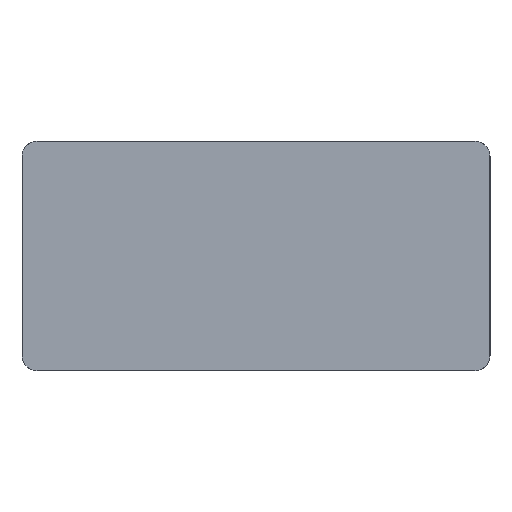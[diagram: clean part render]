
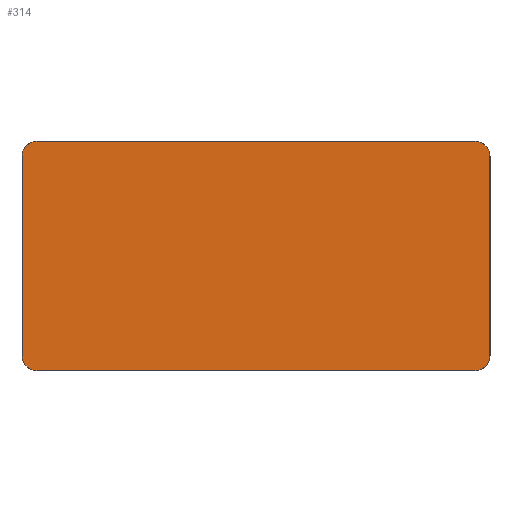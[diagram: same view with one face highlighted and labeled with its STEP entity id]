
A CAD part, top view. The second image highlights one B-rep face of the part: STEP entity #314.
In plain terms, the highlighted planar face has unit normal (0, 0, 1).
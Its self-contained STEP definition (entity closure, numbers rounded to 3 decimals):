
#13 = DIRECTION ( 'NONE',  ( 0., 0., 1. ) ) ;
#30 = ORIENTED_EDGE ( 'NONE', *, *, #169, .T. ) ;
#59 = EDGE_CURVE ( 'NONE', #1180, #241, #1451, .T. ) ;
#169 = EDGE_CURVE ( 'NONE', #585, #260, #1612, .T. ) ;
#214 = ORIENTED_EDGE ( 'NONE', *, *, #1708, .T. ) ;
#225 = DIRECTION ( 'NONE',  ( 0., 0., 1. ) ) ;
#241 = VERTEX_POINT ( 'NONE', #822 ) ;
#254 = PLANE ( 'NONE',  #491 ) ;
#257 = FACE_OUTER_BOUND ( 'NONE', #1843, .T. ) ;
#260 = VERTEX_POINT ( 'NONE', #955 ) ;
#287 = CARTESIAN_POINT ( 'NONE',  ( 45.875, 20.875, 12.5 ) ) ;
#311 = AXIS2_PLACEMENT_3D ( 'NONE', #287, #1279, #430 ) ;
#314 = ADVANCED_FACE ( 'NONE', ( #257 ), #254, .T. ) ;
#327 = CARTESIAN_POINT ( 'NONE',  ( 45.875, -24.05, 12.5 ) ) ;
#378 = CIRCLE ( 'NONE', #860, 3.175 ) ;
#395 = EDGE_CURVE ( 'NONE', #1322, #1641, #973, .T. ) ;
#399 = CARTESIAN_POINT ( 'NONE',  ( 45.875, 24.05, 12.5 ) ) ;
#427 = ORIENTED_EDGE ( 'NONE', *, *, #1477, .T. ) ;
#430 = DIRECTION ( 'NONE',  ( 1., 0., 0. ) ) ;
#464 = VECTOR ( 'NONE', #1804, 1000. ) ;
#491 = AXIS2_PLACEMENT_3D ( 'NONE', #1242, #1423, #571 ) ;
#502 = AXIS2_PLACEMENT_3D ( 'NONE', #868, #13, #1007 ) ;
#525 = CARTESIAN_POINT ( 'NONE',  ( -49.05, 20.875, 12.5 ) ) ;
#571 = DIRECTION ( 'NONE',  ( 1., 0., 0. ) ) ;
#585 = VERTEX_POINT ( 'NONE', #399 ) ;
#636 = DIRECTION ( 'NONE',  ( 0., 0., 1. ) ) ;
#669 = DIRECTION ( 'NONE',  ( 0., -1., 0. ) ) ;
#778 = EDGE_CURVE ( 'NONE', #241, #585, #1046, .T. ) ;
#780 = AXIS2_PLACEMENT_3D ( 'NONE', #1485, #636, #1625 ) ;
#793 = VERTEX_POINT ( 'NONE', #1277 ) ;
#810 = EDGE_CURVE ( 'NONE', #1641, #1180, #1764, .T. ) ;
#819 = ORIENTED_EDGE ( 'NONE', *, *, #59, .T. ) ;
#822 = CARTESIAN_POINT ( 'NONE',  ( 49.05, 20.875, 12.5 ) ) ;
#860 = AXIS2_PLACEMENT_3D ( 'NONE', #1081, #225, #1215 ) ;
#863 = ORIENTED_EDGE ( 'NONE', *, *, #810, .T. ) ;
#865 = ORIENTED_EDGE ( 'NONE', *, *, #395, .T. ) ;
#868 = CARTESIAN_POINT ( 'NONE',  ( 45.875, -20.875, 12.5 ) ) ;
#943 = ORIENTED_EDGE ( 'NONE', *, *, #1246, .T. ) ;
#951 = CARTESIAN_POINT ( 'NONE',  ( 45.875, 24.05, 12.5 ) ) ;
#955 = CARTESIAN_POINT ( 'NONE',  ( -45.875, 24.05, 12.5 ) ) ;
#973 = LINE ( 'NONE', #1288, #1248 ) ;
#1007 = DIRECTION ( 'NONE',  ( 1., 0., 0. ) ) ;
#1010 = VERTEX_POINT ( 'NONE', #1077 ) ;
#1046 = CIRCLE ( 'NONE', #311, 3.175 ) ;
#1077 = CARTESIAN_POINT ( 'NONE',  ( -49.05, -20.875, 12.5 ) ) ;
#1081 = CARTESIAN_POINT ( 'NONE',  ( -45.875, -20.875, 12.5 ) ) ;
#1143 = CARTESIAN_POINT ( 'NONE',  ( 49.05, -20.875, 12.5 ) ) ;
#1180 = VERTEX_POINT ( 'NONE', #1193 ) ;
#1191 = DIRECTION ( 'NONE',  ( 0., 1., 0. ) ) ;
#1193 = CARTESIAN_POINT ( 'NONE',  ( 49.05, -20.875, 12.5 ) ) ;
#1215 = DIRECTION ( 'NONE',  ( 1., 0., 0. ) ) ;
#1242 = CARTESIAN_POINT ( 'NONE',  ( 45.875, -20.875, 12.5 ) ) ;
#1246 = EDGE_CURVE ( 'NONE', #1010, #1322, #378, .T. ) ;
#1248 = VECTOR ( 'NONE', #1579, 1000. ) ;
#1276 = ORIENTED_EDGE ( 'NONE', *, *, #778, .T. ) ;
#1277 = CARTESIAN_POINT ( 'NONE',  ( -49.05, 20.875, 12.5 ) ) ;
#1279 = DIRECTION ( 'NONE',  ( 0., 0., 1. ) ) ;
#1288 = CARTESIAN_POINT ( 'NONE',  ( -45.875, -24.05, 12.5 ) ) ;
#1322 = VERTEX_POINT ( 'NONE', #1383 ) ;
#1383 = CARTESIAN_POINT ( 'NONE',  ( -45.875, -24.05, 12.5 ) ) ;
#1410 = VECTOR ( 'NONE', #1191, 1000. ) ;
#1423 = DIRECTION ( 'NONE',  ( 0., 0., 1. ) ) ;
#1444 = VECTOR ( 'NONE', #669, 1000. ) ;
#1451 = LINE ( 'NONE', #1143, #1410 ) ;
#1477 = EDGE_CURVE ( 'NONE', #793, #1010, #1544, .T. ) ;
#1485 = CARTESIAN_POINT ( 'NONE',  ( -45.875, 20.875, 12.5 ) ) ;
#1544 = LINE ( 'NONE', #525, #1444 ) ;
#1562 = CIRCLE ( 'NONE', #780, 3.175 ) ;
#1579 = DIRECTION ( 'NONE',  ( 1., 0., 0. ) ) ;
#1612 = LINE ( 'NONE', #951, #464 ) ;
#1625 = DIRECTION ( 'NONE',  ( 1., 0., 0. ) ) ;
#1641 = VERTEX_POINT ( 'NONE', #327 ) ;
#1708 = EDGE_CURVE ( 'NONE', #260, #793, #1562, .T. ) ;
#1764 = CIRCLE ( 'NONE', #502, 3.175 ) ;
#1804 = DIRECTION ( 'NONE',  ( -1., 0., 0. ) ) ;
#1843 = EDGE_LOOP ( 'NONE', ( #863, #819, #1276, #30, #214, #427, #943, #865 ) ) ;
